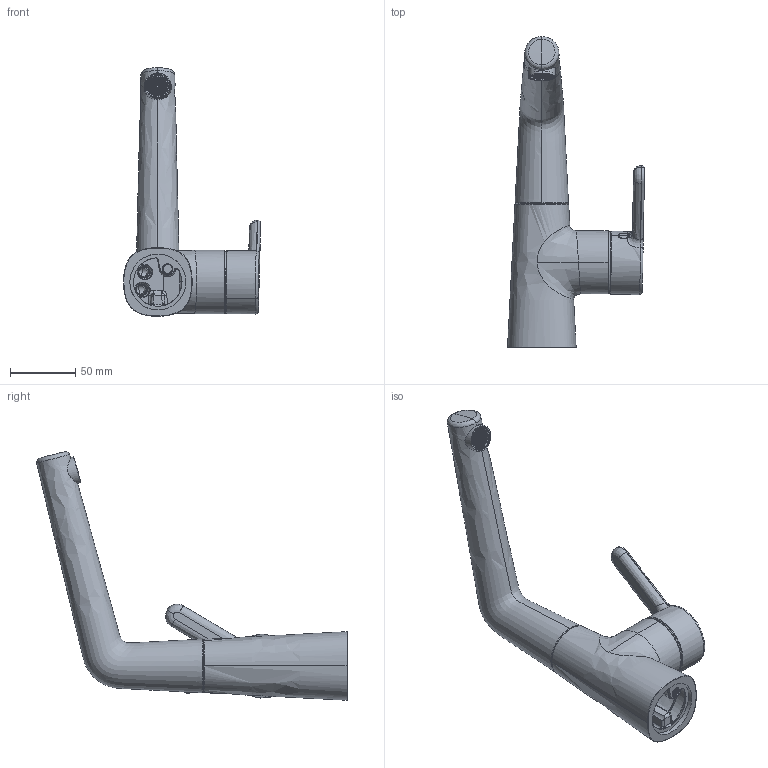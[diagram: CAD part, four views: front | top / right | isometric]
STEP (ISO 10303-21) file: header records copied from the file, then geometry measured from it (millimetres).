
FILE_DESCRIPTION (( 'STEP AP203' ), '1' );
FILE_NAME ('3006F(2017)+51492283.STEP', '2021-10-12T12:14:50', ( '' ), ( '' ), 'SwSTEP 2.0', 'SolidWorks 2016', '' );
FILE_SCHEMA (( 'CONFIG_CONTROL_DESIGN' ));
Products named in the file (1): 3006F(2017)+51492283
Bounding box: 105.06 x 238.21 x 190.59 mm (x, y, z)
Volume: 251176.5 mm3; surface area: 111953.6 mm2
Topology: 10 solids, 10 shells, 2450 faces, 6057 edges, 3637 vertices
Faces by surface type: plane 1086, cylinder 755, bspline 369, torus 105, cone 83, sphere 52
Entity records: 103555 total; most frequent: CARTESIAN_POINT 51383, ORIENTED_EDGE 12030, DIRECTION 9306, EDGE_CURVE 6015, VERTEX_POINT 3631, AXIS2_PLACEMENT_3D 3162, LINE 2982, VECTOR 2982
